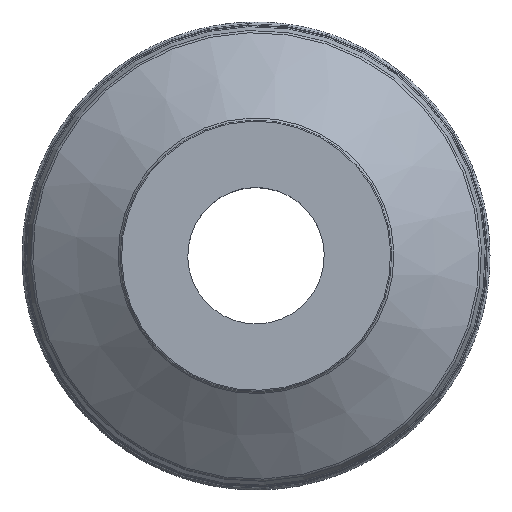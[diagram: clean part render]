
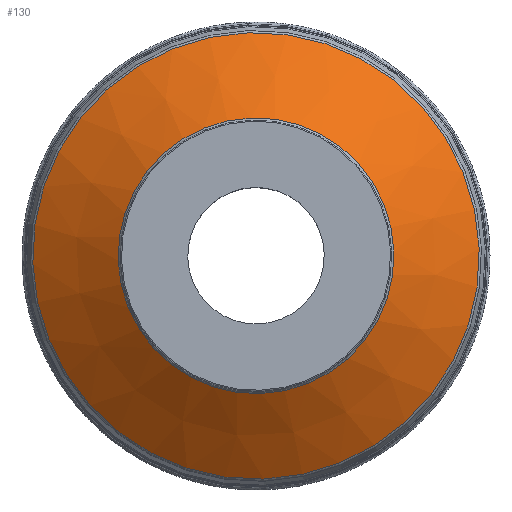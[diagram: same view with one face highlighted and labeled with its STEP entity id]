
A CAD part, top view. The second image highlights one B-rep face of the part: STEP entity #130.
In plain terms, the highlighted conical face has half-angle 54.13 degrees and reference radius 83.66 mm.
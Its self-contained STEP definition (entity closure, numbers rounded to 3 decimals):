
#108=CONICAL_SURFACE('',#593,83.661,54.13);
#130=ADVANCED_FACE('CN_SU3',(#186,#187),#108,.T.);
#186=FACE_BOUND('',#243,.T.);
#187=FACE_BOUND('',#244,.T.);
#243=EDGE_LOOP('',(#299));
#244=EDGE_LOOP('',(#300));
#299=ORIENTED_EDGE('',*,*,#371,.T.);
#300=ORIENTED_EDGE('',*,*,#372,.T.);
#342=VERTEX_POINT('',#845);
#343=VERTEX_POINT('',#847);
#371=EDGE_CURVE('',#342,#342,#399,.T.);
#372=EDGE_CURVE('',#343,#343,#400,.T.);
#399=CIRCLE('',#591,83.134);
#400=CIRCLE('',#592,51.328);
#591=AXIS2_PLACEMENT_3D('',#844,#711,#712);
#592=AXIS2_PLACEMENT_3D('',#846,#713,#714);
#593=AXIS2_PLACEMENT_3D('',#848,#715,#716);
#711=DIRECTION('',(0.,0.,1.));
#712=DIRECTION('',(0.978,0.208,0.));
#713=DIRECTION('',(0.,0.,-1.));
#714=DIRECTION('',(-0.978,-0.208,0.));
#715=DIRECTION('',(0.,0.,-1.));
#716=DIRECTION('',(-0.978,-0.208,0.));
#844=CARTESIAN_POINT('',(0.,0.,-39.619));
#845=CARTESIAN_POINT('',(81.317,17.285,-39.619));
#846=CARTESIAN_POINT('',(0.,0.,
-16.621));
#847=CARTESIAN_POINT('',(-50.206,-10.672,-16.621));
#848=CARTESIAN_POINT('',(0.,0.,-40.));
